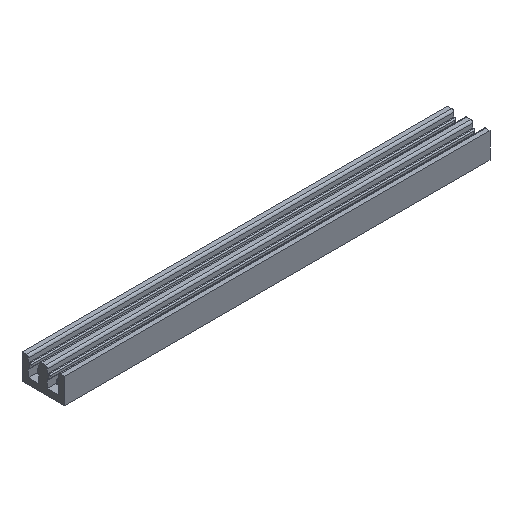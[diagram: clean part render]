
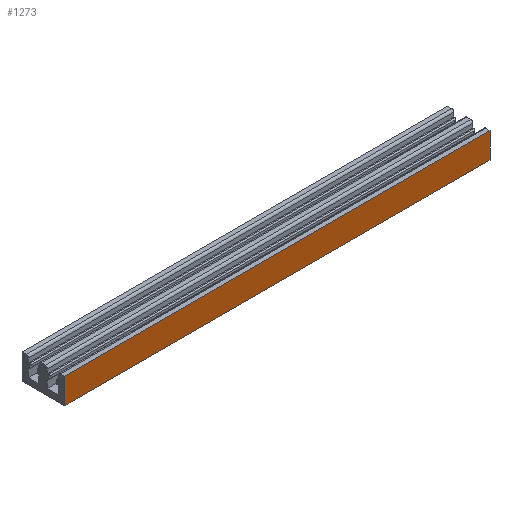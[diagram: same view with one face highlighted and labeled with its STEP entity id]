
A CAD part, isometric view. The second image highlights one B-rep face of the part: STEP entity #1273.
In plain terms, the highlighted planar face has unit normal (0, -1, 0).
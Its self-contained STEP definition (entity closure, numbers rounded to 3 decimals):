
#32 = PLANE('',#33);
#33 = AXIS2_PLACEMENT_3D('',#34,#35,#36);
#34 = CARTESIAN_POINT('',(-50.,0.011,2.908));
#35 = DIRECTION('',(-1.,0.,0.));
#36 = DIRECTION('',(0.,-1.,0.));
#820 = VERTEX_POINT('',#821);
#821 = CARTESIAN_POINT('',(-50.,-5.,0.));
#835 = PLANE('',#836);
#836 = AXIS2_PLACEMENT_3D('',#837,#838,#839);
#837 = CARTESIAN_POINT('',(-50.,5.,0.));
#838 = DIRECTION('',(0.,0.,-1.));
#839 = DIRECTION('',(0.,-1.,0.));
#847 = EDGE_CURVE('',#820,#848,#850,.T.);
#848 = VERTEX_POINT('',#849);
#849 = CARTESIAN_POINT('',(-50.,-5.,6.));
#850 = SURFACE_CURVE('',#851,(#855,#862),.PCURVE_S1.);
#851 = LINE('',#852,#853);
#852 = CARTESIAN_POINT('',(-50.,-5.,0.));
#853 = VECTOR('',#854,1.);
#854 = DIRECTION('',(0.,0.,1.));
#855 = PCURVE('',#32,#856);
#856 = DEFINITIONAL_REPRESENTATION('',(#857),#861);
#857 = LINE('',#858,#859);
#858 = CARTESIAN_POINT('',(5.011,-2.908));
#859 = VECTOR('',#860,1.);
#860 = DIRECTION('',(0.,1.));
#861 = ( GEOMETRIC_REPRESENTATION_CONTEXT(2) 
PARAMETRIC_REPRESENTATION_CONTEXT() REPRESENTATION_CONTEXT('2D SPACE',''
  ) );
#862 = PCURVE('',#863,#868);
#863 = PLANE('',#864);
#864 = AXIS2_PLACEMENT_3D('',#865,#866,#867);
#865 = CARTESIAN_POINT('',(-50.,-5.,0.));
#866 = DIRECTION('',(0.,-1.,0.));
#867 = DIRECTION('',(0.,0.,1.));
#868 = DEFINITIONAL_REPRESENTATION('',(#869),#873);
#869 = LINE('',#870,#871);
#870 = CARTESIAN_POINT('',(0.,0.));
#871 = VECTOR('',#872,1.);
#872 = DIRECTION('',(1.,0.));
#873 = ( GEOMETRIC_REPRESENTATION_CONTEXT(2) 
PARAMETRIC_REPRESENTATION_CONTEXT() REPRESENTATION_CONTEXT('2D SPACE',''
  ) );
#891 = PLANE('',#892);
#892 = AXIS2_PLACEMENT_3D('',#893,#894,#895);
#893 = CARTESIAN_POINT('',(-50.,-5.,6.));
#894 = DIRECTION('',(0.,0.,1.));
#895 = DIRECTION('',(0.,1.,0.));
#977 = PLANE('',#978);
#978 = AXIS2_PLACEMENT_3D('',#979,#980,#981);
#979 = CARTESIAN_POINT('',(50.,0.011,2.908));
#980 = DIRECTION('',(-1.,0.,0.));
#981 = DIRECTION('',(0.,-1.,0.));
#1122 = EDGE_CURVE('',#848,#1123,#1125,.T.);
#1123 = VERTEX_POINT('',#1124);
#1124 = CARTESIAN_POINT('',(50.,-5.,6.));
#1125 = SURFACE_CURVE('',#1126,(#1130,#1137),.PCURVE_S1.);
#1126 = LINE('',#1127,#1128);
#1127 = CARTESIAN_POINT('',(-50.,-5.,6.));
#1128 = VECTOR('',#1129,1.);
#1129 = DIRECTION('',(1.,0.,0.));
#1130 = PCURVE('',#891,#1131);
#1131 = DEFINITIONAL_REPRESENTATION('',(#1132),#1136);
#1132 = LINE('',#1133,#1134);
#1133 = CARTESIAN_POINT('',(0.,0.));
#1134 = VECTOR('',#1135,1.);
#1135 = DIRECTION('',(0.,-1.));
#1136 = ( GEOMETRIC_REPRESENTATION_CONTEXT(2) 
PARAMETRIC_REPRESENTATION_CONTEXT() REPRESENTATION_CONTEXT('2D SPACE',''
  ) );
#1137 = PCURVE('',#863,#1138);
#1138 = DEFINITIONAL_REPRESENTATION('',(#1139),#1143);
#1139 = LINE('',#1140,#1141);
#1140 = CARTESIAN_POINT('',(6.,0.));
#1141 = VECTOR('',#1142,1.);
#1142 = DIRECTION('',(0.,-1.));
#1143 = ( GEOMETRIC_REPRESENTATION_CONTEXT(2) 
PARAMETRIC_REPRESENTATION_CONTEXT() REPRESENTATION_CONTEXT('2D SPACE',''
  ) );
#1273 = ADVANCED_FACE('',(#1274),#863,.T.);
#1274 = FACE_BOUND('',#1275,.T.);
#1275 = EDGE_LOOP('',(#1276,#1299,#1320,#1321));
#1276 = ORIENTED_EDGE('',*,*,#1277,.T.);
#1277 = EDGE_CURVE('',#820,#1278,#1280,.T.);
#1278 = VERTEX_POINT('',#1279);
#1279 = CARTESIAN_POINT('',(50.,-5.,0.));
#1280 = SURFACE_CURVE('',#1281,(#1285,#1292),.PCURVE_S1.);
#1281 = LINE('',#1282,#1283);
#1282 = CARTESIAN_POINT('',(-50.,-5.,0.));
#1283 = VECTOR('',#1284,1.);
#1284 = DIRECTION('',(1.,0.,0.));
#1285 = PCURVE('',#863,#1286);
#1286 = DEFINITIONAL_REPRESENTATION('',(#1287),#1291);
#1287 = LINE('',#1288,#1289);
#1288 = CARTESIAN_POINT('',(0.,0.));
#1289 = VECTOR('',#1290,1.);
#1290 = DIRECTION('',(0.,-1.));
#1291 = ( GEOMETRIC_REPRESENTATION_CONTEXT(2) 
PARAMETRIC_REPRESENTATION_CONTEXT() REPRESENTATION_CONTEXT('2D SPACE',''
  ) );
#1292 = PCURVE('',#835,#1293);
#1293 = DEFINITIONAL_REPRESENTATION('',(#1294),#1298);
#1294 = LINE('',#1295,#1296);
#1295 = CARTESIAN_POINT('',(10.,0.));
#1296 = VECTOR('',#1297,1.);
#1297 = DIRECTION('',(0.,-1.));
#1298 = ( GEOMETRIC_REPRESENTATION_CONTEXT(2) 
PARAMETRIC_REPRESENTATION_CONTEXT() REPRESENTATION_CONTEXT('2D SPACE',''
  ) );
#1299 = ORIENTED_EDGE('',*,*,#1300,.T.);
#1300 = EDGE_CURVE('',#1278,#1123,#1301,.T.);
#1301 = SURFACE_CURVE('',#1302,(#1306,#1313),.PCURVE_S1.);
#1302 = LINE('',#1303,#1304);
#1303 = CARTESIAN_POINT('',(50.,-5.,0.));
#1304 = VECTOR('',#1305,1.);
#1305 = DIRECTION('',(0.,0.,1.));
#1306 = PCURVE('',#863,#1307);
#1307 = DEFINITIONAL_REPRESENTATION('',(#1308),#1312);
#1308 = LINE('',#1309,#1310);
#1309 = CARTESIAN_POINT('',(0.,-100.));
#1310 = VECTOR('',#1311,1.);
#1311 = DIRECTION('',(1.,0.));
#1312 = ( GEOMETRIC_REPRESENTATION_CONTEXT(2) 
PARAMETRIC_REPRESENTATION_CONTEXT() REPRESENTATION_CONTEXT('2D SPACE',''
  ) );
#1313 = PCURVE('',#977,#1314);
#1314 = DEFINITIONAL_REPRESENTATION('',(#1315),#1319);
#1315 = LINE('',#1316,#1317);
#1316 = CARTESIAN_POINT('',(5.011,-2.908));
#1317 = VECTOR('',#1318,1.);
#1318 = DIRECTION('',(0.,1.));
#1319 = ( GEOMETRIC_REPRESENTATION_CONTEXT(2) 
PARAMETRIC_REPRESENTATION_CONTEXT() REPRESENTATION_CONTEXT('2D SPACE',''
  ) );
#1320 = ORIENTED_EDGE('',*,*,#1122,.F.);
#1321 = ORIENTED_EDGE('',*,*,#847,.F.);
